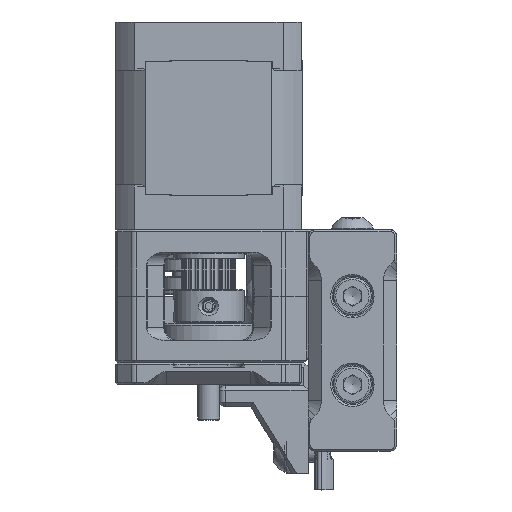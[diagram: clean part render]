
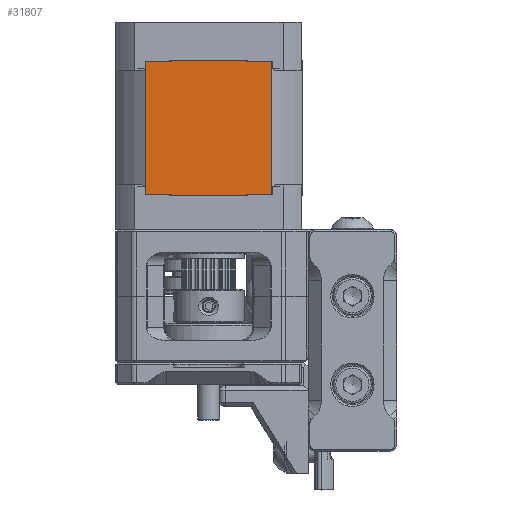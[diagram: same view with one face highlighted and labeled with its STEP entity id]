
A CAD part, front view. The second image highlights one B-rep face of the part: STEP entity #31807.
In plain terms, the highlighted planar face has unit normal (0, -1, 0).
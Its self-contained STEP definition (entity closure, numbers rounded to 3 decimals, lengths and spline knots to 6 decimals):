
#2137=LINE('',#56554,#4401);
#2143=LINE('',#56580,#4407);
#2155=LINE('',#56619,#4419);
#2157=LINE('',#56623,#4421);
#2159=LINE('',#56629,#4423);
#2223=LINE('',#56842,#4487);
#2224=LINE('',#56848,#4488);
#2225=LINE('',#56852,#4489);
#2227=LINE('',#56859,#4491);
#2229=LINE('',#56864,#4493);
#2230=LINE('',#56866,#4494);
#2234=LINE('',#56927,#4498);
#4401=VECTOR('',#43217,1.);
#4407=VECTOR('',#43245,1.);
#4419=VECTOR('',#43285,1.);
#4421=VECTOR('',#43289,1.);
#4423=VECTOR('',#43295,1.);
#4487=VECTOR('',#43515,1.);
#4488=VECTOR('',#43522,1.);
#4489=VECTOR('',#43527,1.);
#4491=VECTOR('',#43533,1.);
#4493=VECTOR('',#43539,1.);
#4494=VECTOR('',#43542,1.);
#4498=VECTOR('',#43626,1.);
#5918=PLANE('',#36115);
#14127=ORIENTED_EDGE('',*,*,#20090,.T.);
#14128=ORIENTED_EDGE('',*,*,#20092,.T.);
#14129=ORIENTED_EDGE('',*,*,#20099,.T.);
#14130=ORIENTED_EDGE('',*,*,#20087,.T.);
#14131=ORIENTED_EDGE('',*,*,#20098,.T.);
#14132=ORIENTED_EDGE('',*,*,#20095,.T.);
#14133=ORIENTED_EDGE('',*,*,#20121,.T.);
#14134=ORIENTED_EDGE('',*,*,#19983,.T.);
#14135=ORIENTED_EDGE('',*,*,#19980,.F.);
#14136=ORIENTED_EDGE('',*,*,#19958,.F.);
#14137=ORIENTED_EDGE('',*,*,#19945,.F.);
#14138=ORIENTED_EDGE('',*,*,#19978,.T.);
#19945=EDGE_CURVE('',#23485,#23486,#2137,.T.);
#19958=EDGE_CURVE('',#23486,#23495,#2143,.T.);
#19978=EDGE_CURVE('',#23485,#23507,#2155,.T.);
#19980=EDGE_CURVE('',#23495,#23509,#2157,.T.);
#19983=EDGE_CURVE('',#23511,#23509,#2159,.T.);
#20087=EDGE_CURVE('',#23582,#23581,#2223,.T.);
#20090=EDGE_CURVE('',#23507,#23583,#2224,.T.);
#20092=EDGE_CURVE('',#23583,#23584,#2225,.T.);
#20095=EDGE_CURVE('',#23588,#23587,#2227,.T.);
#20098=EDGE_CURVE('',#23581,#23588,#2229,.T.);
#20099=EDGE_CURVE('',#23584,#23582,#2230,.T.);
#20121=EDGE_CURVE('',#23587,#23511,#2234,.T.);
#23485=VERTEX_POINT('',#56553);
#23486=VERTEX_POINT('',#56555);
#23495=VERTEX_POINT('',#56581);
#23507=VERTEX_POINT('',#56618);
#23509=VERTEX_POINT('',#56624);
#23511=VERTEX_POINT('',#56630);
#23581=VERTEX_POINT('',#56841);
#23582=VERTEX_POINT('',#56843);
#23583=VERTEX_POINT('',#56847);
#23584=VERTEX_POINT('',#56851);
#23587=VERTEX_POINT('',#56858);
#23588=VERTEX_POINT('',#56860);
#26502=EDGE_LOOP('',(#14127,#14128,#14129,#14130,#14131,#14132,#14133,#14134,
#14135,#14136,#14137,#14138));
#29161=FACE_BOUND('',#26502,.T.);
#31807=ADVANCED_FACE('',(#29161),#5918,.T.);
#36115=AXIS2_PLACEMENT_3D('',#56926,#43624,#43625);
#43217=DIRECTION('',(-1.,0.,0.));
#43245=DIRECTION('',(0.,0.,1.));
#43285=DIRECTION('',(0.,0.,-1.));
#43289=DIRECTION('',(1.,0.,0.));
#43295=DIRECTION('',(0.,0.,-1.));
#43515=DIRECTION('',(0.,0.,1.));
#43522=DIRECTION('',(1.,0.,0.));
#43527=DIRECTION('',(0.,0.,1.));
#43533=DIRECTION('',(0.,0.,1.));
#43539=DIRECTION('',(-1.,0.,0.));
#43542=DIRECTION('',(1.,0.,0.));
#43624=DIRECTION('',(0.,-1.,0.));
#43625=DIRECTION('',(0.,0.,1.));
#43626=DIRECTION('',(-1.,0.,0.));
#56553=CARTESIAN_POINT('',(0.152594,-0.2276,0.0229));
#56554=CARTESIAN_POINT('',(0.175478,-0.2276,0.0229));
#56555=CARTESIAN_POINT('',(0.14687,-0.2276,0.0229));
#56580=CARTESIAN_POINT('',(0.14687,-0.2276,0.0229));
#56581=CARTESIAN_POINT('',(0.14687,-0.2276,0.0531));
#56618=CARTESIAN_POINT('',(0.152594,-0.2276,0.0228));
#56619=CARTESIAN_POINT('',(0.152594,-0.2276,0.0229));
#56623=CARTESIAN_POINT('',(0.169605,-0.2276,0.0531));
#56624=CARTESIAN_POINT('',(0.152594,-0.2276,0.0531));
#56629=CARTESIAN_POINT('',(0.152594,-0.2276,0.0229));
#56630=CARTESIAN_POINT('',(0.152594,-0.2276,0.0532));
#56841=CARTESIAN_POINT('',(0.17533,-0.2276,0.0531));
#56842=CARTESIAN_POINT('',(0.17533,-0.2276,0.0229));
#56843=CARTESIAN_POINT('',(0.17533,-0.2276,0.0229));
#56847=CARTESIAN_POINT('',(0.169606,-0.2276,0.0228));
#56848=CARTESIAN_POINT('',(0.152594,-0.2276,0.0228));
#56851=CARTESIAN_POINT('',(0.169606,-0.2276,0.0229));
#56852=CARTESIAN_POINT('',(0.169606,-0.2276,0.0228));
#56858=CARTESIAN_POINT('',(0.169606,-0.2276,0.0532));
#56859=CARTESIAN_POINT('',(0.169606,-0.2276,0.0229));
#56860=CARTESIAN_POINT('',(0.169606,-0.2276,0.0531));
#56864=CARTESIAN_POINT('',(0.17533,-0.2276,0.0531));
#56866=CARTESIAN_POINT('',(0.169606,-0.2276,0.0229));
#56926=CARTESIAN_POINT('',(0.175331,-0.2276,0.022799));
#56927=CARTESIAN_POINT('',(0.169606,-0.2276,0.0532));
